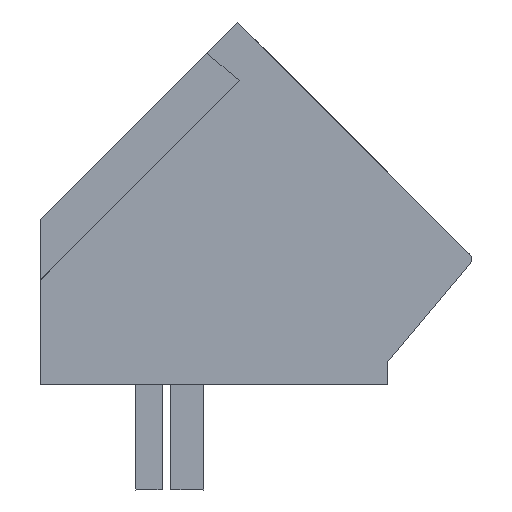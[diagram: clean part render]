
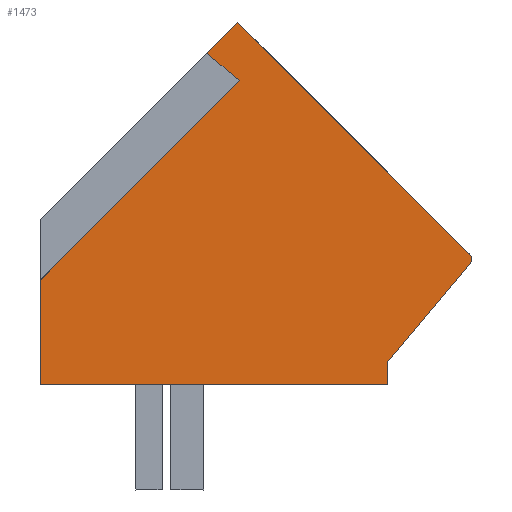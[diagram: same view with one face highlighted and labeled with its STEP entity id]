
A CAD part, left-side view. The second image highlights one B-rep face of the part: STEP entity #1473.
In plain terms, the highlighted planar face has unit normal (-1, 0, 0).
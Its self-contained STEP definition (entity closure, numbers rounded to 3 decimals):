
#1429=AXIS2_PLACEMENT_3D('Plane Axis2P3D',#1426,#1427,#1428) ;
#1459=AXIS2_PLACEMENT_3D('Circle Axis2P3D',#1457,#1458,$) ;
#172=CARTESIAN_POINT('Vertex',(0.,8.05,13.259)) ;
#175=CARTESIAN_POINT('Line Origine',(0.,7.58,13.73)) ;
#179=CARTESIAN_POINT('Vertex',(0.,7.11,14.2)) ;
#293=CARTESIAN_POINT('Line Origine',(0.,7.823,3.2)) ;
#297=CARTESIAN_POINT('Vertex',(0.,13.1,3.2)) ;
#299=CARTESIAN_POINT('Vertex',(0.,2.546,3.2)) ;
#1224=CARTESIAN_POINT('Vertex',(0.,13.1,6.371)) ;
#1227=CARTESIAN_POINT('Line Origine',(0.,10.075,9.396)) ;
#1231=CARTESIAN_POINT('Vertex',(0.,7.051,12.421)) ;
#1258=CARTESIAN_POINT('Line Origine',(0.,7.551,12.84)) ;
#1426=CARTESIAN_POINT('Axis2P3D Location',(0.,13.1,0.)) ;
#1431=CARTESIAN_POINT('Line Origine',(0.,3.584,10.674)) ;
#1435=CARTESIAN_POINT('Vertex',(0.,0.059,7.149)) ;
#1438=CARTESIAN_POINT('Line Origine',(0.,13.1,4.786)) ;
#1443=CARTESIAN_POINT('Line Origine',(0.,2.546,3.55)) ;
#1447=CARTESIAN_POINT('Vertex',(0.,2.546,3.9)) ;
#1450=CARTESIAN_POINT('Line Origine',(0.,1.297,5.389)) ;
#1454=CARTESIAN_POINT('Vertex',(0.,0.047,6.879)) ;
#1457=CARTESIAN_POINT('Axis2P3D Location',(0.,0.2,7.007)) ;
#176=DIRECTION('Vector Direction',(0.,0.707,-0.707)) ;
#294=DIRECTION('Vector Direction',(0.,-1.,0.)) ;
#1228=DIRECTION('Vector Direction',(0.,0.707,-0.707)) ;
#1259=DIRECTION('Vector Direction',(0.,-0.766,-0.643)) ;
#1427=DIRECTION('Axis2P3D Direction',(-1.,0.,0.)) ;
#1428=DIRECTION('Axis2P3D XDirection',(0.,-1.,0.)) ;
#1432=DIRECTION('Vector Direction',(0.,0.707,0.707)) ;
#1439=DIRECTION('Vector Direction',(0.,0.,-1.)) ;
#1444=DIRECTION('Vector Direction',(0.,0.,1.)) ;
#1451=DIRECTION('Vector Direction',(0.,-0.643,0.766)) ;
#1458=DIRECTION('Axis2P3D Direction',(-1.,0.,0.)) ;
#177=VECTOR('Line Direction',#176,1.) ;
#295=VECTOR('Line Direction',#294,1.) ;
#1229=VECTOR('Line Direction',#1228,1.) ;
#1260=VECTOR('Line Direction',#1259,1.) ;
#1433=VECTOR('Line Direction',#1432,1.) ;
#1440=VECTOR('Line Direction',#1439,1.) ;
#1445=VECTOR('Line Direction',#1444,1.) ;
#1452=VECTOR('Line Direction',#1451,1.) ;
#1463=ORIENTED_EDGE('',*,*,#1437,.T.) ;
#1464=ORIENTED_EDGE('',*,*,#181,.T.) ;
#1465=ORIENTED_EDGE('',*,*,#1262,.T.) ;
#1466=ORIENTED_EDGE('',*,*,#1233,.T.) ;
#1467=ORIENTED_EDGE('',*,*,#1442,.T.) ;
#1468=ORIENTED_EDGE('',*,*,#301,.T.) ;
#1469=ORIENTED_EDGE('',*,*,#1449,.T.) ;
#1470=ORIENTED_EDGE('',*,*,#1456,.T.) ;
#1471=ORIENTED_EDGE('',*,*,#1461,.F.) ;
#1473=ADVANCED_FACE('HOUSING',(#1472),#1430,.T.) ;
#1460=CIRCLE('generated circle',#1459,0.2) ;
#181=EDGE_CURVE('',#180,#173,#178,.T.) ;
#301=EDGE_CURVE('',#298,#300,#296,.T.) ;
#1233=EDGE_CURVE('',#1232,#1225,#1230,.T.) ;
#1262=EDGE_CURVE('',#173,#1232,#1261,.T.) ;
#1437=EDGE_CURVE('',#1436,#180,#1434,.T.) ;
#1442=EDGE_CURVE('',#1225,#298,#1441,.T.) ;
#1449=EDGE_CURVE('',#300,#1448,#1446,.T.) ;
#1456=EDGE_CURVE('',#1448,#1455,#1453,.T.) ;
#1461=EDGE_CURVE('',#1436,#1455,#1460,.F.) ;
#1462=EDGE_LOOP('',(#1463,#1464,#1465,#1466,#1467,#1468,#1469,#1470,#1471)) ;
#1472=FACE_OUTER_BOUND('',#1462,.T.) ;
#178=LINE('Line',#175,#177) ;
#296=LINE('Line',#293,#295) ;
#1230=LINE('Line',#1227,#1229) ;
#1261=LINE('Line',#1258,#1260) ;
#1434=LINE('Line',#1431,#1433) ;
#1441=LINE('Line',#1438,#1440) ;
#1446=LINE('Line',#1443,#1445) ;
#1453=LINE('Line',#1450,#1452) ;
#1430=PLANE('',#1429) ;
#173=VERTEX_POINT('',#172) ;
#180=VERTEX_POINT('',#179) ;
#298=VERTEX_POINT('',#297) ;
#300=VERTEX_POINT('',#299) ;
#1225=VERTEX_POINT('',#1224) ;
#1232=VERTEX_POINT('',#1231) ;
#1436=VERTEX_POINT('',#1435) ;
#1448=VERTEX_POINT('',#1447) ;
#1455=VERTEX_POINT('',#1454) ;
